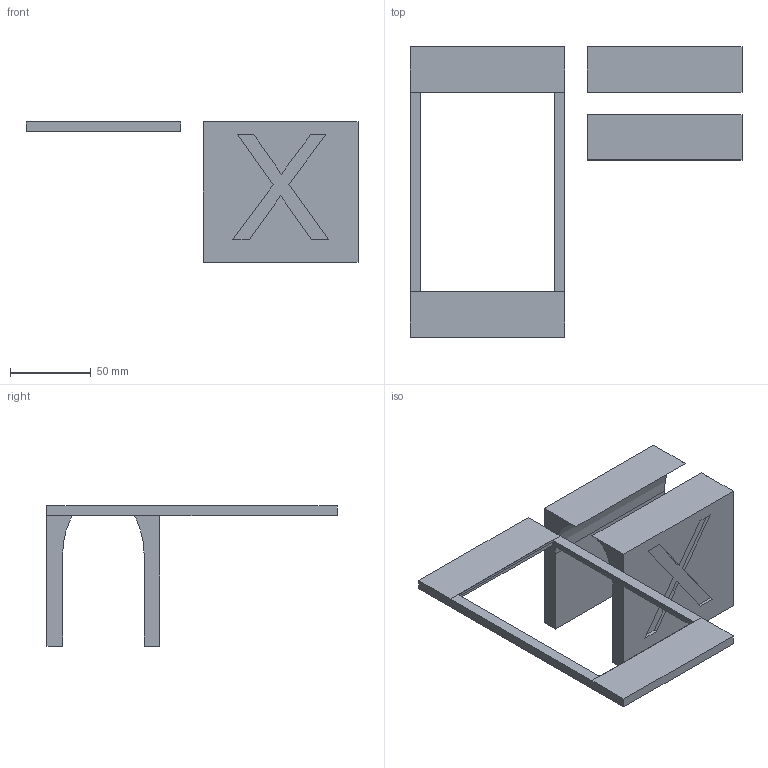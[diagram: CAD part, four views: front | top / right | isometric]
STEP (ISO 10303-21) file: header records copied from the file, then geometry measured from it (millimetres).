
FILE_DESCRIPTION(('HOOPS Exchange Step'),'2;1');
FILE_NAME('temp_export','2024-06-05T16:15:09-04:00',('mobile'),('Shapr3D Limited'),'HOOPS Exchange 2024.2','Shapr3D','Authorized');
FILE_SCHEMA( ('AUTOMOTIVE_DESIGN { 1 0 10303 214 1 1 1 1 }') );
Length unit declared in the file: millimetre
Products named in the file (2): sampler_frame; root
Assembly tree (1 placements, depth 2):
  root
    sampler_frame
Bounding box: 206.02 x 180 x 87 mm (x, y, z)
Volume: 215641.6 mm3; surface area: 67372.6 mm2
Topology: 3 solids, 3 shells, 67 faces, 174 edges, 116 vertices
Faces by surface type: plane 55, bspline 8, cylinder 4
Entity records: 2077 total; most frequent: CARTESIAN_POINT 431, ORIENTED_EDGE 348, DIRECTION 288, EDGE_CURVE 174, VECTOR 150, LINE 150, VERTEX_POINT 116, EDGE_LOOP 72
